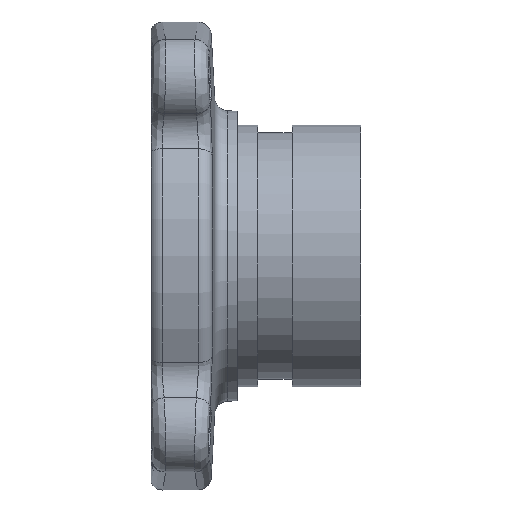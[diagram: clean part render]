
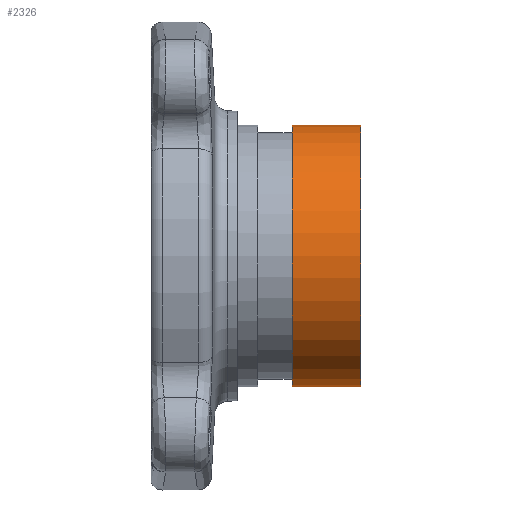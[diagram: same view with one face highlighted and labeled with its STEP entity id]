
A CAD part, top view. The second image highlights one B-rep face of the part: STEP entity #2326.
In plain terms, the highlighted cylindrical face has radius 30.163 mm (diameter 60.325 mm), a partial arc.
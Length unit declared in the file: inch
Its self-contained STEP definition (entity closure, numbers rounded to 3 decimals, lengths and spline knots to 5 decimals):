
#242=CARTESIAN_POINT('',(1.391,0.,0.));
#243=DIRECTION('',(-1.,0.,0.));
#244=DIRECTION('',(0.,-1.,0.));
#245=AXIS2_PLACEMENT_3D('',#242,#243,#244);
#262=DIRECTION('',(1.,0.,0.));
#263=VECTOR('',#262,0.625);
#264=CARTESIAN_POINT('',(0.766,-1.1875,0.));
#265=LINE('',#264,#263);
#266=CARTESIAN_POINT('',(0.766,0.,0.));
#267=DIRECTION('',(1.,0.,0.));
#268=DIRECTION('',(0.,1.,0.));
#269=AXIS2_PLACEMENT_3D('',#266,#267,#268);
#271=DIRECTION('',(1.,0.,0.));
#272=VECTOR('',#271,0.625);
#273=CARTESIAN_POINT('',(0.766,1.1875,0.));
#274=LINE('',#273,#272);
#1897=CARTESIAN_POINT('',(0.766,1.1875,0.));
#1898=CARTESIAN_POINT('',(0.766,-1.1875,0.));
#1899=VERTEX_POINT('',#1897);
#1900=VERTEX_POINT('',#1898);
#1905=CARTESIAN_POINT('',(1.391,1.1875,0.));
#1906=CARTESIAN_POINT('',(1.391,-1.1875,0.));
#1907=VERTEX_POINT('',#1905);
#1908=VERTEX_POINT('',#1906);
#2314=CARTESIAN_POINT('',(1.44725,0.,0.));
#2315=DIRECTION('',(-1.,0.,0.));
#2316=DIRECTION('',(0.,1.,0.));
#2317=AXIS2_PLACEMENT_3D('',#2314,#2315,#2316);
#2318=CYLINDRICAL_SURFACE('',#2317,1.1875);
#2319=ORIENTED_EDGE('',*,*,#2290,.F.);
#2320=ORIENTED_EDGE('',*,*,#2309,.F.);
#2322=ORIENTED_EDGE('',*,*,#2321,.F.);
#2323=ORIENTED_EDGE('',*,*,#2305,.T.);
#2324=EDGE_LOOP('',(#2319,#2320,#2322,#2323));
#2325=FACE_OUTER_BOUND('',#2324,.F.);
#2326=ADVANCED_FACE('',(#2325),#2318,.T.);
#246=CIRCLE('',#245,1.1875);
#270=CIRCLE('',#269,1.1875);
#2290=EDGE_CURVE('',#1908,#1907,#246,.T.);
#2305=EDGE_CURVE('',#1899,#1907,#274,.T.);
#2309=EDGE_CURVE('',#1900,#1908,#265,.T.);
#2321=EDGE_CURVE('',#1899,#1900,#270,.T.);
